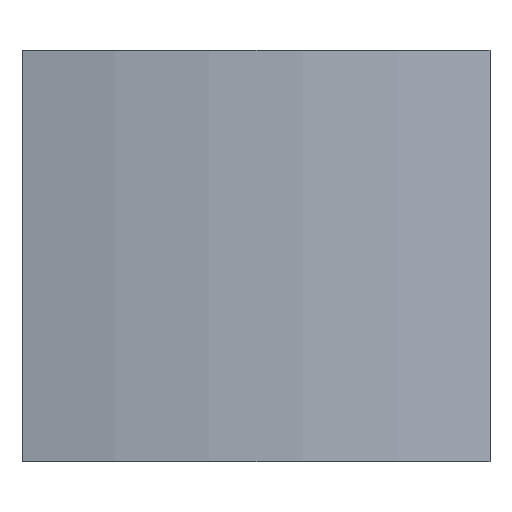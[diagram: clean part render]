
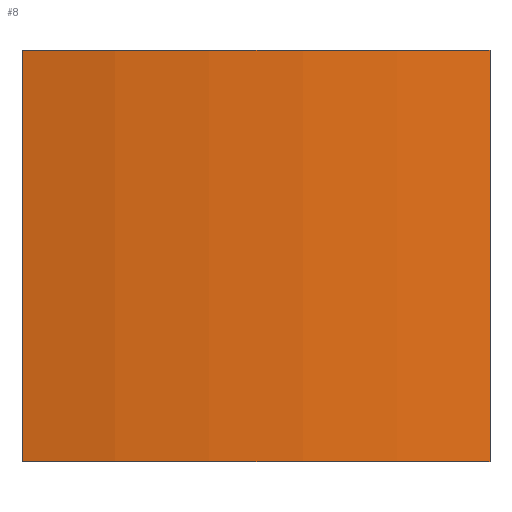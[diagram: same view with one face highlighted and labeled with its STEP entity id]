
A CAD part, front view. The second image highlights one B-rep face of the part: STEP entity #8.
In plain terms, the highlighted cylindrical face has radius 934.085 mm (diameter 1868.17 mm), a partial arc.
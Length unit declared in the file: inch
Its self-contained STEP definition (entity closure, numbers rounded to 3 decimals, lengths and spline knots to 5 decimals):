
#8 = ADVANCED_FACE ( 'NONE', ( #63 ), #39, .T. ) ;
#27 = VECTOR ( 'NONE', #105, 39.37008 ) ;
#31 = CIRCLE ( 'NONE', #195, 36.775 ) ;
#38 = VERTEX_POINT ( 'NONE', #218 ) ;
#39 = CYLINDRICAL_SURFACE ( 'NONE', #179, 36.775 ) ;
#40 = CIRCLE ( 'NONE', #214, 36.775 ) ;
#44 = DIRECTION ( 'NONE',  ( 0., 0., -1. ) ) ;
#46 = DIRECTION ( 'NONE',  ( -1., 0., 0. ) ) ;
#52 = DIRECTION ( 'NONE',  ( 0., 0., -1. ) ) ;
#57 = VERTEX_POINT ( 'NONE', #207 ) ;
#63 = FACE_OUTER_BOUND ( 'NONE', #223, .T. ) ;
#86 = EDGE_CURVE ( 'NONE', #209, #57, #151, .T. ) ;
#89 = VECTOR ( 'NONE', #52, 39.37008 ) ;
#105 = DIRECTION ( 'NONE',  ( 0., 0., -1. ) ) ;
#114 = EDGE_CURVE ( 'NONE', #57, #38, #31, .T. ) ;
#115 = ORIENTED_EDGE ( 'NONE', *, *, #135, .F. ) ;
#116 = CARTESIAN_POINT ( 'NONE',  ( -8.53481, 0.8541, 15. ) ) ;
#124 = ORIENTED_EDGE ( 'NONE', *, *, #212, .F. ) ;
#127 = ORIENTED_EDGE ( 'NONE', *, *, #114, .T. ) ;
#131 = CARTESIAN_POINT ( 'NONE',  ( 8.53481, 0.8541, 15. ) ) ;
#135 = EDGE_CURVE ( 'NONE', #209, #165, #40, .T. ) ;
#138 = ORIENTED_EDGE ( 'NONE', *, *, #86, .T. ) ;
#147 = DIRECTION ( 'NONE',  ( 1., 0., 0. ) ) ;
#148 = DIRECTION ( 'NONE',  ( 0., 0., 1. ) ) ;
#151 = LINE ( 'NONE', #196, #89 ) ;
#152 = CARTESIAN_POINT ( 'NONE',  ( 0., 36.625, 15. ) ) ;
#156 = CARTESIAN_POINT ( 'NONE',  ( 8.53481, 0.8541, 15. ) ) ;
#161 = DIRECTION ( 'NONE',  ( 1., 0., 0. ) ) ;
#162 = DIRECTION ( 'NONE',  ( 0., 0., 1. ) ) ;
#163 = CARTESIAN_POINT ( 'NONE',  ( 0., 36.625, 0. ) ) ;
#165 = VERTEX_POINT ( 'NONE', #156 ) ;
#173 = CARTESIAN_POINT ( 'NONE',  ( 0., 36.625, 15. ) ) ;
#179 = AXIS2_PLACEMENT_3D ( 'NONE', #173, #44, #46 ) ;
#186 = LINE ( 'NONE', #131, #27 ) ;
#195 = AXIS2_PLACEMENT_3D ( 'NONE', #163, #162, #161 ) ;
#196 = CARTESIAN_POINT ( 'NONE',  ( -8.53481, 0.8541, 15. ) ) ;
#207 = CARTESIAN_POINT ( 'NONE',  ( -8.53481, 0.8541, 0. ) ) ;
#209 = VERTEX_POINT ( 'NONE', #116 ) ;
#212 = EDGE_CURVE ( 'NONE', #165, #38, #186, .T. ) ;
#214 = AXIS2_PLACEMENT_3D ( 'NONE', #152, #148, #147 ) ;
#218 = CARTESIAN_POINT ( 'NONE',  ( 8.53481, 0.8541, 0. ) ) ;
#223 = EDGE_LOOP ( 'NONE', ( #127, #124, #115, #138 ) ) ;
